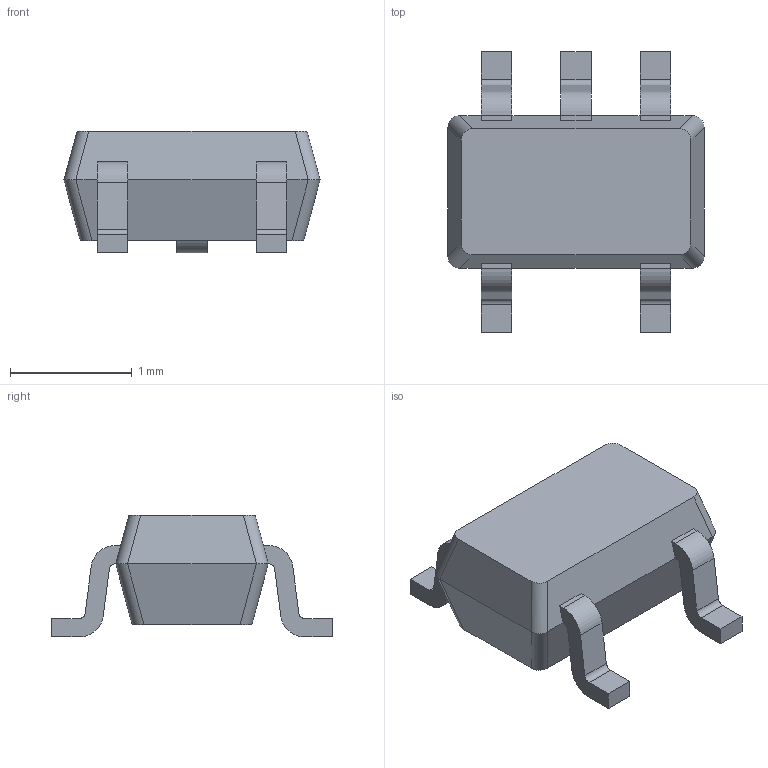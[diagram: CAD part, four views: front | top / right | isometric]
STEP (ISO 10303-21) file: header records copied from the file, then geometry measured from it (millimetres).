
FILE_DESCRIPTION(('FreeCAD Model'),'2;1');
FILE_NAME('User Library-sot353.step', '2017-07-12T23:30:57',('Author'),(''), 'Open CASCADE STEP processor 6.8','FreeCAD','Unknown');
FILE_SCHEMA(('AUTOMOTIVE_DESIGN_CC2 { 1 2 10303 214 -1 1 5 4 }'));
Length unit declared in the file: inch
Products named in the file (2): ASSEMBLY; User_Library-sot353
Assembly tree (1 placements, depth 2):
  ASSEMBLY
    User_Library-sot353
Bounding box: 2.1 x 2.3 x 1 mm (x, y, z)
Volume: 2.2 mm3; surface area: 13.4 mm2
Topology: 1 solids, 1 shells, 83 faces, 225 edges, 144 vertices
Faces by surface type: plane 55, cylinder 28
Entity records: 8640 total; most frequent: CARTESIAN_POINT 3772, DIRECTION 733, LINE 463, VECTOR 463, ORIENTED_EDGE 450, PCURVE 450, DEFINITIONAL_REPRESENTATION 450, EDGE_CURVE 225
